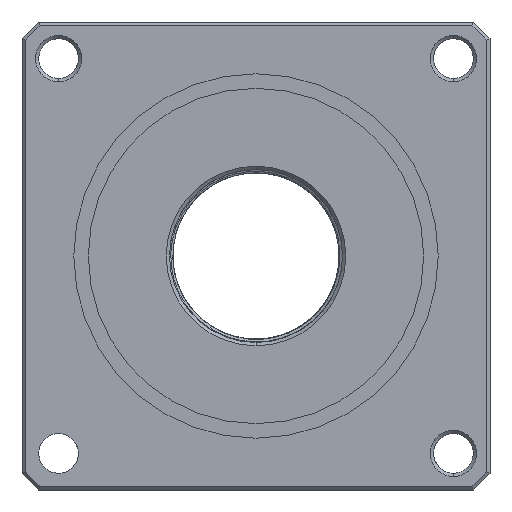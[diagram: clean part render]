
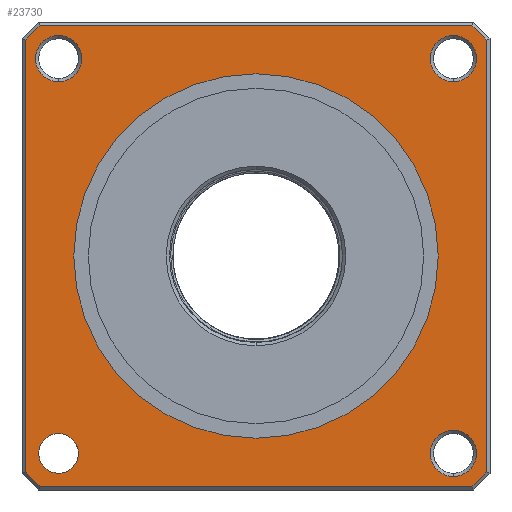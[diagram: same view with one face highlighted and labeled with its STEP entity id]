
A CAD part, front view. The second image highlights one B-rep face of the part: STEP entity #23730.
In plain terms, the highlighted planar face has unit normal (0, -1, 0).
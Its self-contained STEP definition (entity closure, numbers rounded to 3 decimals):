
#2957=CARTESIAN_POINT('',(-93.332,14.443,
-9.322));
#2958=DIRECTION('',(0.,-1.,0.));
#2959=DIRECTION('',(0.,0.,1.));
#2960=AXIS2_PLACEMENT_3D('',#2957,#2958,#2959);
#2962=CARTESIAN_POINT('',(-93.332,14.443,
-9.322));
#2963=DIRECTION('',(0.,-1.,0.));
#2964=DIRECTION('',(0.,0.,-1.));
#2965=AXIS2_PLACEMENT_3D('',#2962,#2963,#2964);
#2967=CARTESIAN_POINT('',(-63.334,14.443,20.675));
#2968=DIRECTION('',(0.,1.,0.));
#2969=DIRECTION('',(0.,0.,1.));
#2970=AXIS2_PLACEMENT_3D('',#2967,#2968,#2969);
#2972=CARTESIAN_POINT('',(-63.334,14.443,20.675));
#2973=DIRECTION('',(0.,1.,0.));
#2974=DIRECTION('',(0.,0.,-1.));
#2975=AXIS2_PLACEMENT_3D('',#2972,#2973,#2974);
#2977=DIRECTION('',(0.,0.,1.));
#2978=VECTOR('',#2977,65.626);
#2979=CARTESIAN_POINT('',(-28.274,14.443,
-12.138));
#2980=LINE('',#2979,#2978);
#2981=DIRECTION('',(0.707,0.,0.707));
#2982=VECTOR('',#2981,3.178);
#2983=CARTESIAN_POINT('',(-30.521,14.443,
-14.385));
#2984=LINE('',#2983,#2982);
#2985=DIRECTION('',(1.,0.,0.));
#2986=VECTOR('',#2985,65.626);
#2987=CARTESIAN_POINT('',(-96.147,14.443,
-14.385));
#2988=LINE('',#2987,#2986);
#2989=DIRECTION('',(0.707,0.,-0.707));
#2990=VECTOR('',#2989,3.178);
#2991=CARTESIAN_POINT('',(-98.394,14.443,
-12.138));
#2992=LINE('',#2991,#2990);
#2993=DIRECTION('',(0.,0.,-1.));
#2994=VECTOR('',#2993,65.626);
#2995=CARTESIAN_POINT('',(-98.394,14.443,53.488));
#2996=LINE('',#2995,#2994);
#2997=DIRECTION('',(-0.707,0.,-0.707));
#2998=VECTOR('',#2997,3.178);
#2999=CARTESIAN_POINT('',(-96.147,14.443,55.735));
#3000=LINE('',#2999,#2998);
#3001=DIRECTION('',(-1.,0.,0.));
#3002=VECTOR('',#3001,65.626);
#3003=CARTESIAN_POINT('',(-30.521,14.443,55.735));
#3004=LINE('',#3003,#3002);
#3005=DIRECTION('',(-0.707,0.,0.707));
#3006=VECTOR('',#3005,3.178);
#3007=CARTESIAN_POINT('',(-28.274,14.443,53.488));
#3008=LINE('',#3007,#3006);
#3009=CARTESIAN_POINT('',(-93.332,14.443,50.672));
#3010=DIRECTION('',(0.,1.,0.));
#3011=DIRECTION('',(0.,0.,-1.));
#3012=AXIS2_PLACEMENT_3D('',#3009,#3010,#3011);
#3014=CARTESIAN_POINT('',(-93.332,14.443,50.672));
#3015=DIRECTION('',(0.,1.,0.));
#3016=DIRECTION('',(0.,0.,1.));
#3017=AXIS2_PLACEMENT_3D('',#3014,#3015,#3016);
#3019=CARTESIAN_POINT('',(-33.337,14.443,50.672));
#3020=DIRECTION('',(0.,1.,0.));
#3021=DIRECTION('',(0.,0.,-1.));
#3022=AXIS2_PLACEMENT_3D('',#3019,#3020,#3021);
#3024=CARTESIAN_POINT('',(-33.337,14.443,50.672));
#3025=DIRECTION('',(0.,1.,0.));
#3026=DIRECTION('',(0.,0.,1.));
#3027=AXIS2_PLACEMENT_3D('',#3024,#3025,#3026);
#3029=CARTESIAN_POINT('',(-33.337,14.443,
-9.322));
#3030=DIRECTION('',(0.,1.,0.));
#3031=DIRECTION('',(0.,0.,-1.));
#3032=AXIS2_PLACEMENT_3D('',#3029,#3030,#3031);
#3034=CARTESIAN_POINT('',(-33.337,14.443,
-9.322));
#3035=DIRECTION('',(0.,1.,0.));
#3036=DIRECTION('',(0.,0.,1.));
#3037=AXIS2_PLACEMENT_3D('',#3034,#3035,#3036);
#19099=CARTESIAN_POINT('',(-93.332,14.443,
-6.313));
#19100=CARTESIAN_POINT('',(-93.332,14.443,
-12.332));
#19101=VERTEX_POINT('',#19099);
#19102=VERTEX_POINT('',#19100);
#19119=CARTESIAN_POINT('',(-63.334,14.443,
48.361));
#19120=CARTESIAN_POINT('',(-63.334,14.443,
-7.011));
#19121=VERTEX_POINT('',#19119);
#19122=VERTEX_POINT('',#19120);
#19394=CARTESIAN_POINT('',(-28.274,14.443,
-12.138));
#19395=CARTESIAN_POINT('',(-28.274,14.443,
53.488));
#19396=VERTEX_POINT('',#19394);
#19397=VERTEX_POINT('',#19395);
#19398=CARTESIAN_POINT('',(-30.521,14.443,
55.735));
#19399=VERTEX_POINT('',#19398);
#19402=CARTESIAN_POINT('',(-96.147,14.443,
55.735));
#19403=VERTEX_POINT('',#19402);
#19406=CARTESIAN_POINT('',(-98.394,14.443,
53.488));
#19407=VERTEX_POINT('',#19406);
#19410=CARTESIAN_POINT('',(-98.394,14.443,
-12.138));
#19411=VERTEX_POINT('',#19410);
#19414=CARTESIAN_POINT('',(-96.147,14.443,
-14.385));
#19415=VERTEX_POINT('',#19414);
#19418=CARTESIAN_POINT('',(-30.521,14.443,
-14.385));
#19419=VERTEX_POINT('',#19418);
#19454=CARTESIAN_POINT('',(-93.332,14.443,
47.162));
#19455=CARTESIAN_POINT('',(-93.332,14.443,
54.182));
#19456=VERTEX_POINT('',#19454);
#19457=VERTEX_POINT('',#19455);
#19462=CARTESIAN_POINT('',(-33.337,14.443,
47.162));
#19463=CARTESIAN_POINT('',(-33.337,14.443,
54.182));
#19464=VERTEX_POINT('',#19462);
#19465=VERTEX_POINT('',#19463);
#19470=CARTESIAN_POINT('',(-33.337,14.443,
-12.832));
#19471=CARTESIAN_POINT('',(-33.337,14.443,
-5.813));
#19472=VERTEX_POINT('',#19470);
#19473=VERTEX_POINT('',#19471);
#23678=CARTESIAN_POINT('',(-63.334,14.443,
20.675));
#23679=DIRECTION('',(0.,1.,0.));
#23680=DIRECTION('',(0.,0.,1.));
#23681=AXIS2_PLACEMENT_3D('',#23678,#23679,#23680);
#23682=PLANE('',#23681);
#23684=ORIENTED_EDGE('',*,*,#23683,.F.);
#23686=ORIENTED_EDGE('',*,*,#23685,.F.);
#23688=ORIENTED_EDGE('',*,*,#23687,.F.);
#23690=ORIENTED_EDGE('',*,*,#23689,.F.);
#23692=ORIENTED_EDGE('',*,*,#23691,.F.);
#23694=ORIENTED_EDGE('',*,*,#23693,.F.);
#23696=ORIENTED_EDGE('',*,*,#23695,.F.);
#23698=ORIENTED_EDGE('',*,*,#23697,.F.);
#23699=EDGE_LOOP('',(#23684,#23686,#23688,#23690,#23692,#23694,#23696,#23698));
#23700=FACE_OUTER_BOUND('',#23699,.F.);
#23701=ORIENTED_EDGE('',*,*,#23668,.F.);
#23703=ORIENTED_EDGE('',*,*,#23702,.F.);
#23704=EDGE_LOOP('',(#23701,#23703));
#23705=FACE_BOUND('',#23704,.F.);
#23707=ORIENTED_EDGE('',*,*,#23706,.T.);
#23709=ORIENTED_EDGE('',*,*,#23708,.T.);
#23710=EDGE_LOOP('',(#23707,#23709));
#23711=FACE_BOUND('',#23710,.F.);
#23713=ORIENTED_EDGE('',*,*,#23712,.F.);
#23715=ORIENTED_EDGE('',*,*,#23714,.F.);
#23716=EDGE_LOOP('',(#23713,#23715));
#23717=FACE_BOUND('',#23716,.F.);
#23719=ORIENTED_EDGE('',*,*,#23718,.F.);
#23721=ORIENTED_EDGE('',*,*,#23720,.F.);
#23722=EDGE_LOOP('',(#23719,#23721));
#23723=FACE_BOUND('',#23722,.F.);
#23725=ORIENTED_EDGE('',*,*,#23724,.F.);
#23727=ORIENTED_EDGE('',*,*,#23726,.F.);
#23728=EDGE_LOOP('',(#23725,#23727));
#23729=FACE_BOUND('',#23728,.F.);
#23730=ADVANCED_FACE('',(#23700,#23705,#23711,#23717,#23723,#23729),#23682,.F.);
#2961=CIRCLE('',#2960,3.01);
#2966=CIRCLE('',#2965,3.01);
#2971=CIRCLE('',#2970,27.686);
#2976=CIRCLE('',#2975,27.686);
#3013=CIRCLE('',#3012,3.51);
#3018=CIRCLE('',#3017,3.51);
#3023=CIRCLE('',#3022,3.51);
#3028=CIRCLE('',#3027,3.51);
#3033=CIRCLE('',#3032,3.51);
#3038=CIRCLE('',#3037,3.51);
#23668=EDGE_CURVE('',#19121,#19122,#2971,.T.);
#23683=EDGE_CURVE('',#19396,#19397,#2980,.T.);
#23685=EDGE_CURVE('',#19419,#19396,#2984,.T.);
#23687=EDGE_CURVE('',#19415,#19419,#2988,.T.);
#23689=EDGE_CURVE('',#19411,#19415,#2992,.T.);
#23691=EDGE_CURVE('',#19407,#19411,#2996,.T.);
#23693=EDGE_CURVE('',#19403,#19407,#3000,.T.);
#23695=EDGE_CURVE('',#19399,#19403,#3004,.T.);
#23697=EDGE_CURVE('',#19397,#19399,#3008,.T.);
#23702=EDGE_CURVE('',#19122,#19121,#2976,.T.);
#23706=EDGE_CURVE('',#19101,#19102,#2961,.T.);
#23708=EDGE_CURVE('',#19102,#19101,#2966,.T.);
#23712=EDGE_CURVE('',#19456,#19457,#3013,.T.);
#23714=EDGE_CURVE('',#19457,#19456,#3018,.T.);
#23718=EDGE_CURVE('',#19464,#19465,#3023,.T.);
#23720=EDGE_CURVE('',#19465,#19464,#3028,.T.);
#23724=EDGE_CURVE('',#19472,#19473,#3033,.T.);
#23726=EDGE_CURVE('',#19473,#19472,#3038,.T.);
